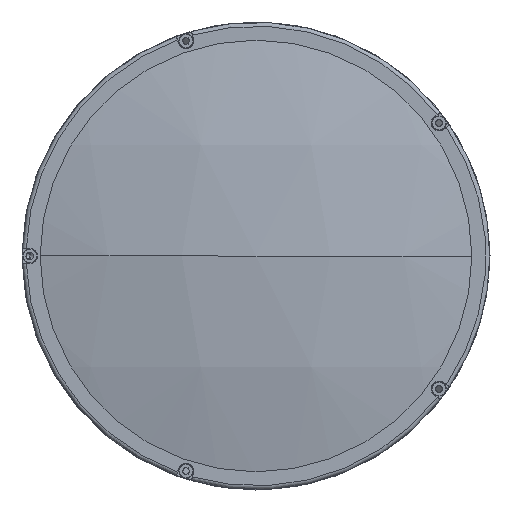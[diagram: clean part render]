
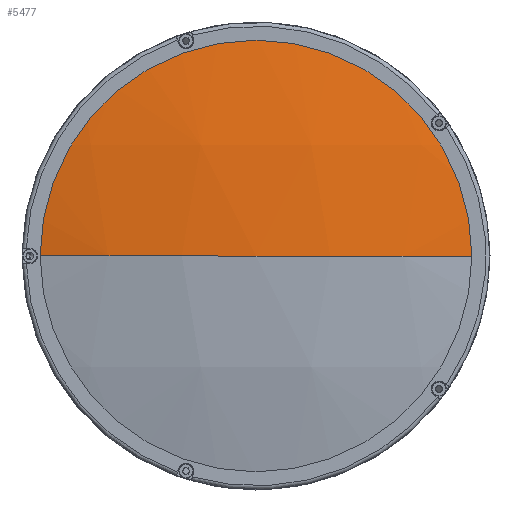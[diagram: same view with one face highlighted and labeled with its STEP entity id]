
A CAD part, left-side view. The second image highlights one B-rep face of the part: STEP entity #5477.
In plain terms, the highlighted spherical face has radius 384 mm.
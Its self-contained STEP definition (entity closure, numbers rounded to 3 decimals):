
#74 = DIRECTION ( 'NONE',  ( 0., 0., 1. ) ) ;
#287 = EDGE_CURVE ( 'NONE', #2746, #5480, #1186, .T. ) ;
#368 = EDGE_CURVE ( 'NONE', #7246, #5480, #4610, .T. ) ;
#421 = EDGE_LOOP ( 'NONE', ( #6744, #756, #3786 ) ) ;
#432 = CARTESIAN_POINT ( 'NONE',  ( -356.884, 85., 0. ) ) ;
#472 = AXIS2_PLACEMENT_3D ( 'NONE', #2004, #6566, #1521 ) ;
#525 = DIRECTION ( 'NONE',  ( -1., 0., 0. ) ) ;
#756 = ORIENTED_EDGE ( 'NONE', *, *, #368, .T. ) ;
#1186 = CIRCLE ( 'NONE', #6599, 384. ) ;
#1219 = DIRECTION ( 'NONE',  ( 0., -1., 0. ) ) ;
#1322 = CARTESIAN_POINT ( 'NONE',  ( 17.59, 0., 0. ) ) ;
#1365 = CARTESIAN_POINT ( 'NONE',  ( 17.59, 0., 0. ) ) ;
#1521 = DIRECTION ( 'NONE',  ( 0., -1., 0. ) ) ;
#2004 = CARTESIAN_POINT ( 'NONE',  ( 17.59, 0., 0. ) ) ;
#2519 = DIRECTION ( 'NONE',  ( 0., 1., 0. ) ) ;
#2746 = VERTEX_POINT ( 'NONE', #3002 ) ;
#2789 = CARTESIAN_POINT ( 'NONE',  ( -356.884, 0., 0. ) ) ;
#3002 = CARTESIAN_POINT ( 'NONE',  ( -356.884, -85., 0. ) ) ;
#3786 = ORIENTED_EDGE ( 'NONE', *, *, #287, .F. ) ;
#4583 = SPHERICAL_SURFACE ( 'NONE', #6877, 384. ) ;
#4610 = CIRCLE ( 'NONE', #472, 384. ) ;
#5043 = EDGE_CURVE ( 'NONE', #2746, #7246, #6522, .T. ) ;
#5477 = ADVANCED_FACE ( 'NONE', ( #6341 ), #4583, .T. ) ;
#5480 = VERTEX_POINT ( 'NONE', #6932 ) ;
#5946 = DIRECTION ( 'NONE',  ( 0., 0., -1. ) ) ;
#6341 = FACE_OUTER_BOUND ( 'NONE', #421, .T. ) ;
#6522 = CIRCLE ( 'NONE', #7100, 85. ) ;
#6566 = DIRECTION ( 'NONE',  ( 0., 0., 1. ) ) ;
#6599 = AXIS2_PLACEMENT_3D ( 'NONE', #1365, #5946, #2519 ) ;
#6744 = ORIENTED_EDGE ( 'NONE', *, *, #5043, .T. ) ;
#6753 = DIRECTION ( 'NONE',  ( 0., 0., -1. ) ) ;
#6877 = AXIS2_PLACEMENT_3D ( 'NONE', #1322, #74, #1219 ) ;
#6932 = CARTESIAN_POINT ( 'NONE',  ( -366.41, 0., 0. ) ) ;
#7100 = AXIS2_PLACEMENT_3D ( 'NONE', #2789, #525, #6753 ) ;
#7246 = VERTEX_POINT ( 'NONE', #432 ) ;
